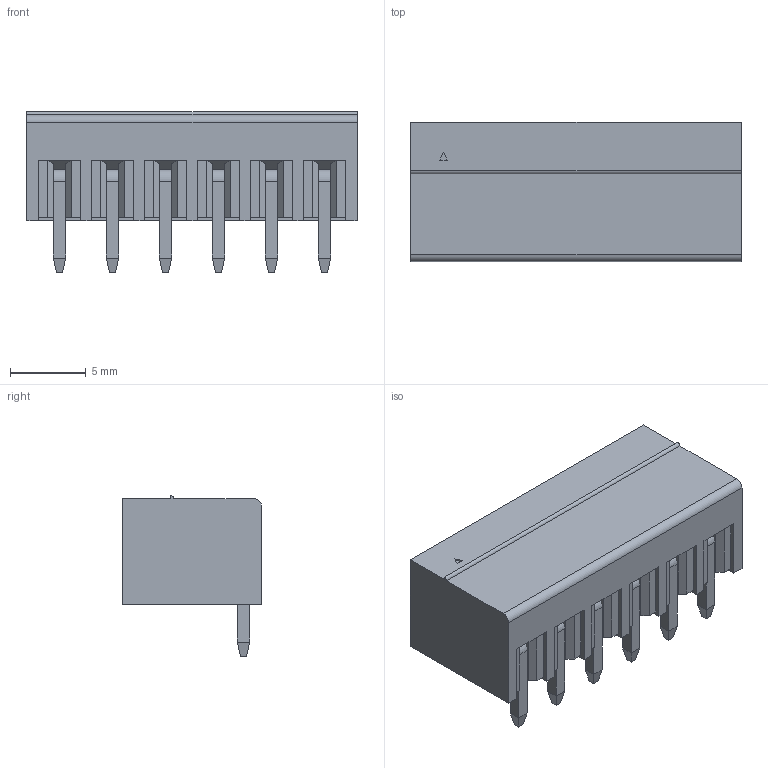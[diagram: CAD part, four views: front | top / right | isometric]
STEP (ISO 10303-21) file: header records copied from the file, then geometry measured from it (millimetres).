
FILE_DESCRIPTION (( 'STEP AP214' ), '1' );
FILE_NAME ('15EDGRC-3.5-06P-14-00AH.STEP', '2021-01-29T02:00:08', ( '' ), ( '' ), 'SwSTEP 2.0', 'SolidWorks 2020', '' );
FILE_SCHEMA (( 'AUTOMOTIVE_DESIGN' ));
Length unit declared in the file: millimetre
Products named in the file (1): 15EDGRC-3.5-06P-14-00AH
Bounding box: 21.8 x 9.2 x 10.6 mm (x, y, z)
Volume: 626.8 mm3; surface area: 2152.7 mm2
Topology: 1 solids, 7 shells, 758 faces, 2010 edges, 1312 vertices
Faces by surface type: plane 565, bspline 155, cylinder 20, torus 12, cone 6
Entity records: 35473 total; most frequent: CARTESIAN_POINT 13220, ORIENTED_EDGE 4020, DIRECTION 2990, EDGE_CURVE 2010, VECTOR 1618, LINE 1618, VERTEX_POINT 1312, EDGE_LOOP 804
